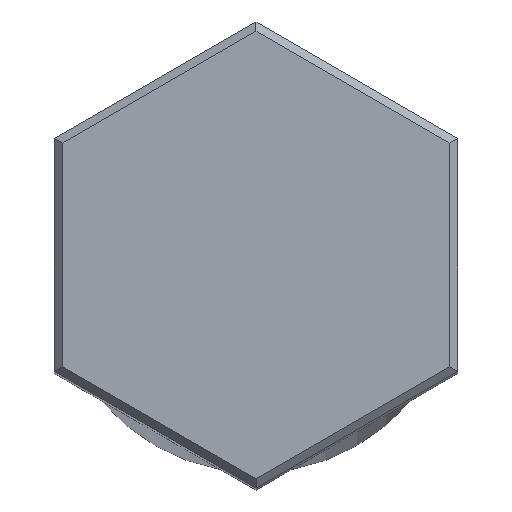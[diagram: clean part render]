
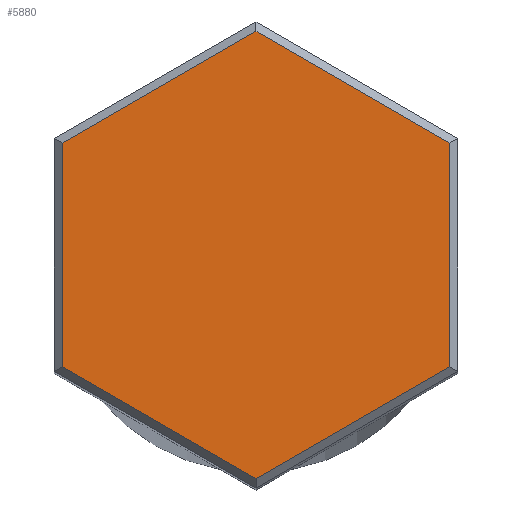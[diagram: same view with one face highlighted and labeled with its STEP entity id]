
A CAD part, top view. The second image highlights one B-rep face of the part: STEP entity #5880.
In plain terms, the highlighted planar face has unit normal (0, 0, 1).
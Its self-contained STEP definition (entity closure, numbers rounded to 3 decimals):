
#60 = EDGE_CURVE ( 'NONE', #4582, #2443, #1259, .T. ) ;
#214 = DIRECTION ( 'NONE',  ( 1., 0., 0. ) ) ;
#342 = EDGE_LOOP ( 'NONE', ( #808, #6711, #2605, #566, #8509, #6457 ) ) ;
#566 = ORIENTED_EDGE ( 'NONE', *, *, #2710, .T. ) ;
#573 = VECTOR ( 'NONE', #2149, 1000. ) ;
#782 = AXIS2_PLACEMENT_3D ( 'NONE', #7890, #4832, #214 ) ;
#808 = ORIENTED_EDGE ( 'NONE', *, *, #3485, .T. ) ;
#853 = DIRECTION ( 'NONE',  ( -0.866, -0.5, 0. ) ) ;
#910 = LINE ( 'NONE', #2392, #8863 ) ;
#1259 = LINE ( 'NONE', #2499, #3564 ) ;
#1277 = LINE ( 'NONE', #2946, #7180 ) ;
#1650 = LINE ( 'NONE', #4167, #3730 ) ;
#2149 = DIRECTION ( 'NONE',  ( 0., -1., 0. ) ) ;
#2346 = CARTESIAN_POINT ( 'NONE',  ( -2.4, 1.386, 114. ) ) ;
#2392 = CARTESIAN_POINT ( 'NONE',  ( 0.05, -2.8, 114. ) ) ;
#2443 = VERTEX_POINT ( 'NONE', #4352 ) ;
#2499 = CARTESIAN_POINT ( 'NONE',  ( -0.05, 2.8, 114. ) ) ;
#2605 = ORIENTED_EDGE ( 'NONE', *, *, #9291, .T. ) ;
#2611 = LINE ( 'NONE', #5972, #573 ) ;
#2710 = EDGE_CURVE ( 'NONE', #6401, #5806, #4015, .T. ) ;
#2946 = CARTESIAN_POINT ( 'NONE',  ( 2.4, 1.443, 114. ) ) ;
#2987 = CARTESIAN_POINT ( 'NONE',  ( 2.45, -1.357, 114. ) ) ;
#3377 = VERTEX_POINT ( 'NONE', #2346 ) ;
#3485 = EDGE_CURVE ( 'NONE', #2443, #3377, #1650, .T. ) ;
#3564 = VECTOR ( 'NONE', #7048, 1000. ) ;
#3730 = VECTOR ( 'NONE', #853, 1000. ) ;
#3884 = CARTESIAN_POINT ( 'NONE',  ( 2.4, -1.386, 114. ) ) ;
#4015 = LINE ( 'NONE', #2987, #6066 ) ;
#4167 = CARTESIAN_POINT ( 'NONE',  ( -2.45, 1.357, 114. ) ) ;
#4296 = FACE_OUTER_BOUND ( 'NONE', #342, .T. ) ;
#4352 = CARTESIAN_POINT ( 'NONE',  ( 0., 2.771, 114. ) ) ;
#4582 = VERTEX_POINT ( 'NONE', #10000 ) ;
#4805 = PLANE ( 'NONE',  #782 ) ;
#4832 = DIRECTION ( 'NONE',  ( 0., 0., 1. ) ) ;
#5177 = VERTEX_POINT ( 'NONE', #5862 ) ;
#5344 = EDGE_CURVE ( 'NONE', #3377, #5177, #2611, .T. ) ;
#5806 = VERTEX_POINT ( 'NONE', #3884 ) ;
#5862 = CARTESIAN_POINT ( 'NONE',  ( -2.4, -1.386, 114. ) ) ;
#5880 = ADVANCED_FACE ( 'NONE', ( #4296 ), #4805, .T. ) ;
#5972 = CARTESIAN_POINT ( 'NONE',  ( -2.4, -1.443, 114. ) ) ;
#6066 = VECTOR ( 'NONE', #6826, 1000. ) ;
#6130 = EDGE_CURVE ( 'NONE', #5806, #4582, #1277, .T. ) ;
#6401 = VERTEX_POINT ( 'NONE', #7627 ) ;
#6457 = ORIENTED_EDGE ( 'NONE', *, *, #60, .T. ) ;
#6711 = ORIENTED_EDGE ( 'NONE', *, *, #5344, .T. ) ;
#6826 = DIRECTION ( 'NONE',  ( 0.866, 0.5, 0. ) ) ;
#7048 = DIRECTION ( 'NONE',  ( -0.866, 0.5, 0. ) ) ;
#7180 = VECTOR ( 'NONE', #8051, 1000. ) ;
#7627 = CARTESIAN_POINT ( 'NONE',  ( 0., -2.771, 114. ) ) ;
#7890 = CARTESIAN_POINT ( 'NONE',  ( 0., 0., 114. ) ) ;
#8051 = DIRECTION ( 'NONE',  ( 0., 1., 0. ) ) ;
#8509 = ORIENTED_EDGE ( 'NONE', *, *, #6130, .T. ) ;
#8571 = DIRECTION ( 'NONE',  ( 0.866, -0.5, 0. ) ) ;
#8863 = VECTOR ( 'NONE', #8571, 1000. ) ;
#9291 = EDGE_CURVE ( 'NONE', #5177, #6401, #910, .T. ) ;
#10000 = CARTESIAN_POINT ( 'NONE',  ( 2.4, 1.386, 114. ) ) ;
